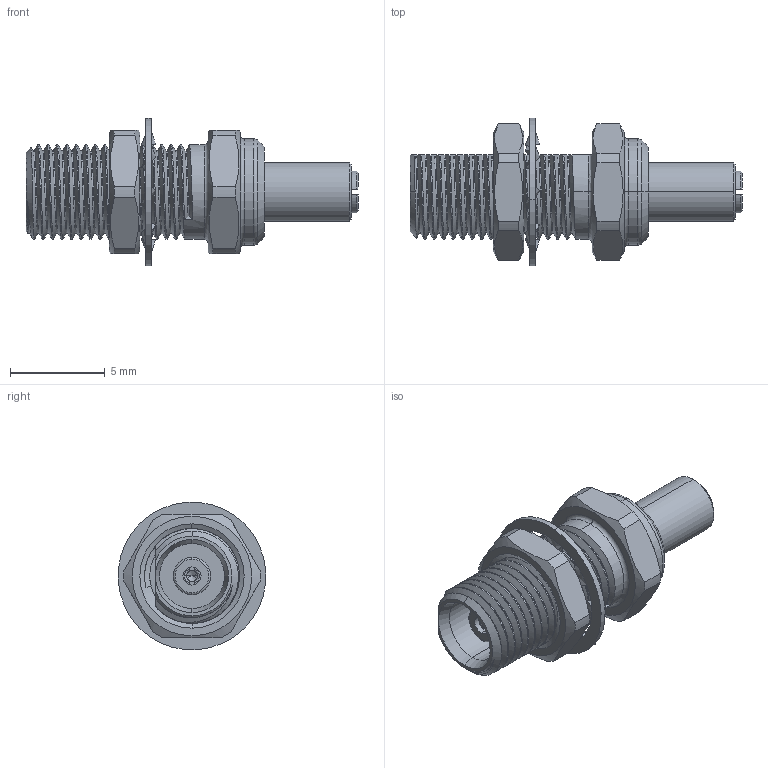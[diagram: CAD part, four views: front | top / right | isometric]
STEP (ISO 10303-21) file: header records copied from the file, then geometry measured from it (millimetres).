
FILE_DESCRIPTION (( 'STEP AP214' ), '1' );
FILE_NAME ('Ðîçåòêà_ÑÐ-50-2-02-Ð-Ï-Îá-063.STEP', '2018-12-06T06:53:46', ( 'User' ), ( '' ), 'SwSTEP 2.0', 'SolidWorks 2016', '' );
FILE_SCHEMA (( 'AUTOMOTIVE_DESIGN' ));
Length unit declared in the file: millimetre
Products named in the file (1): Ðîçåòêà_ÑÐ-50-2-02-Ð-Ï-Îá-063
Bounding box: 17.51 x 7.78 x 7.78 mm (x, y, z)
Volume: 279.9 mm3; surface area: 633.5 mm2
Topology: 3 solids, 3 shells, 309 faces, 832 edges, 534 vertices
Faces by surface type: cylinder 116, bspline 89, plane 50, cone 40, torus 14
Entity records: 40460 total; most frequent: CARTESIAN_POINT 30478, ORIENTED_EDGE 1660, DIRECTION 1033, EDGE_CURVE 830, VERTEX_POINT 534, AXIS2_PLACEMENT_3D 404, EDGE_LOOP 320, ADVANCED_FACE 309
